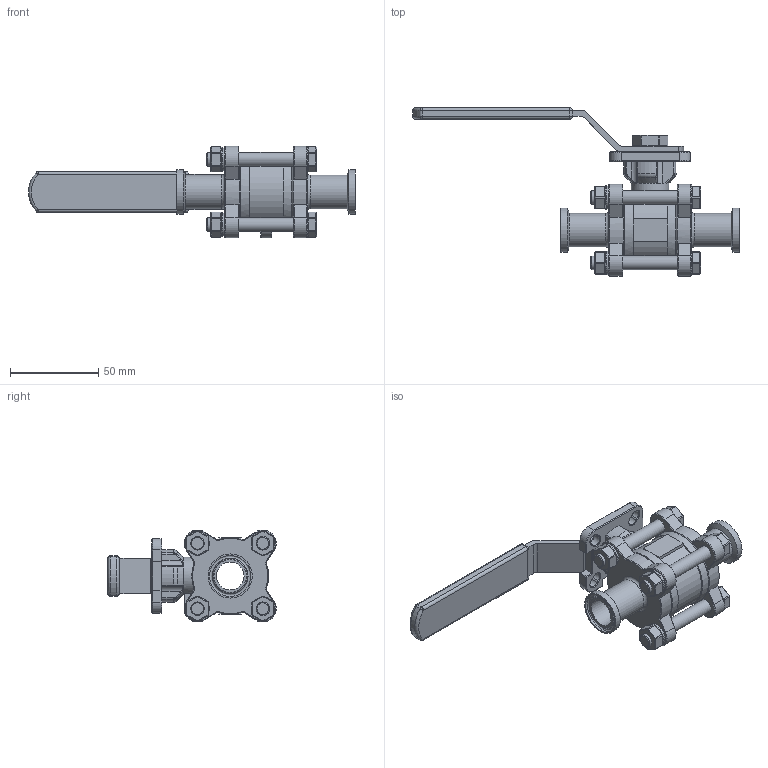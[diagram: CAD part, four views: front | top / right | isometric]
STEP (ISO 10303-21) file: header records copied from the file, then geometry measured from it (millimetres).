
FILE_DESCRIPTION(/* description */ (''),/* implementation_level */ '2;1');
FILE_NAME(/* name */ '384307TEF4.stp',/* time_stamp */ '2022-02-16T08:35:40-05:00',/* author */ ('lee'),/* organization */ (''),/* preprocessor_version */ 'ST-DEVELOPER v18.1',/* originating_system */ 'Autodesk Inventor 2020',/* authorisation */ '');
FILE_SCHEMA (('AUTOMOTIVE_DESIGN { 1 0 10303 214 3 1 1 }'));
Length unit declared in the file: inch
Products named in the file (8): 384307TEF4; .75 TEF4 BODY; .75 TEF4 CLAMP CONNECTION; .75 TEF4 BOLT; .75 TEF4 WASHER; .75 TEF4 NUT; .75 TEF4 HANDLE; .75 TEF4 HANDLE NUT
Assembly tree (17 placements, depth 2):
  384307TEF4
    .75 TEF4 BODY
    .75 TEF4 CLAMP CONNECTION  x2
    .75 TEF4 BOLT  x4
    .75 TEF4 WASHER  x4
    .75 TEF4 NUT  x4
    .75 TEF4 HANDLE
    .75 TEF4 HANDLE NUT
Bounding box: 185.16 x 95.37 x 52.1 mm (x, y, z)
Volume: 124174 mm3; surface area: 54750 mm2
Topology: 17 solids, 17 shells, 1462 faces, 3557 edges, 2198 vertices
Faces by surface type: plane 883, bspline 298, cylinder 133, cone 98, torus 30, sphere 20
Full cylindrical faces by diameter (mm): 6.693 x4, 7.683 x4, 7.76 x4, 8.731 x9, 11.257 x1, 15.748 x3, 19.05 x2, 21.273 x1, 23.343 x2, 24.384 x1, 24.994 x2, 39.116 x2, 43.434 x4
Entity records: 37145 total; most frequent: CARTESIAN_POINT 11210, ORIENTED_EDGE 5604, DIRECTION 4227, EDGE_CURVE 2802, LINE 1803, VECTOR 1803, VERTEX_POINT 1785, EDGE_LOOP 1221
